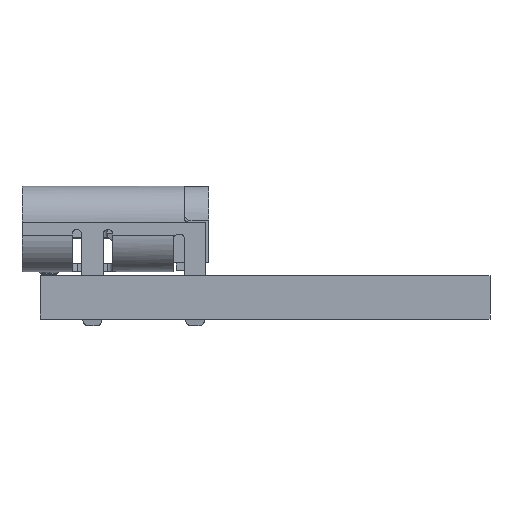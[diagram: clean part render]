
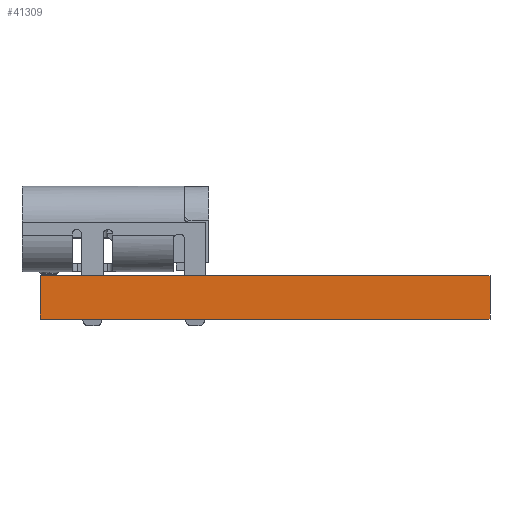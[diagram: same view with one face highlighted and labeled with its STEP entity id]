
A CAD part, front view. The second image highlights one B-rep face of the part: STEP entity #41309.
In plain terms, the highlighted planar face has unit normal (0, -1, 0).
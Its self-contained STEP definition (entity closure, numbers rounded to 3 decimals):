
#41193 = EDGE_CURVE('',#41194,#41196,#41198,.T.);
#41194 = VERTEX_POINT('',#41195);
#41195 = CARTESIAN_POINT('',(115.88,-105.,0.));
#41196 = VERTEX_POINT('',#41197);
#41197 = CARTESIAN_POINT('',(115.88,-105.,1.6));
#41198 = SURFACE_CURVE('',#41199,(#41203,#41215),.PCURVE_S1.);
#41199 = LINE('',#41200,#41201);
#41200 = CARTESIAN_POINT('',(115.88,-105.,0.));
#41201 = VECTOR('',#41202,1.);
#41202 = DIRECTION('',(0.,0.,1.));
#41203 = PCURVE('',#41204,#41209);
#41204 = PLANE('',#41205);
#41205 = AXIS2_PLACEMENT_3D('',#41206,#41207,#41208);
#41206 = CARTESIAN_POINT('',(115.88,-105.,0.));
#41207 = DIRECTION('',(-1.,0.,0.));
#41208 = DIRECTION('',(0.,1.,0.));
#41209 = DEFINITIONAL_REPRESENTATION('',(#41210),#41214);
#41210 = LINE('',#41211,#41212);
#41211 = CARTESIAN_POINT('',(0.,0.));
#41212 = VECTOR('',#41213,1.);
#41213 = DIRECTION('',(0.,-1.));
#41214 = ( GEOMETRIC_REPRESENTATION_CONTEXT(2) 
PARAMETRIC_REPRESENTATION_CONTEXT() REPRESENTATION_CONTEXT('2D SPACE',''
  ) );
#41215 = PCURVE('',#41216,#41221);
#41216 = PLANE('',#41217);
#41217 = AXIS2_PLACEMENT_3D('',#41218,#41219,#41220);
#41218 = CARTESIAN_POINT('',(132.5,-105.,0.));
#41219 = DIRECTION('',(0.,-1.,0.));
#41220 = DIRECTION('',(-1.,0.,0.));
#41221 = DEFINITIONAL_REPRESENTATION('',(#41222),#41226);
#41222 = LINE('',#41223,#41224);
#41223 = CARTESIAN_POINT('',(16.62,0.));
#41224 = VECTOR('',#41225,1.);
#41225 = DIRECTION('',(0.,-1.));
#41226 = ( GEOMETRIC_REPRESENTATION_CONTEXT(2) 
PARAMETRIC_REPRESENTATION_CONTEXT() REPRESENTATION_CONTEXT('2D SPACE',''
  ) );
#41244 = PLANE('',#41245);
#41245 = AXIS2_PLACEMENT_3D('',#41246,#41247,#41248);
#41246 = CARTESIAN_POINT('',(124.19,-93.75,1.6));
#41247 = DIRECTION('',(-0.,-0.,-1.));
#41248 = DIRECTION('',(-1.,0.,0.));
#41298 = PLANE('',#41299);
#41299 = AXIS2_PLACEMENT_3D('',#41300,#41301,#41302);
#41300 = CARTESIAN_POINT('',(124.19,-93.75,0.));
#41301 = DIRECTION('',(-0.,-0.,-1.));
#41302 = DIRECTION('',(-1.,0.,0.));
#41309 = ADVANCED_FACE('',(#41310),#41216,.T.);
#41310 = FACE_BOUND('',#41311,.T.);
#41311 = EDGE_LOOP('',(#41312,#41342,#41363,#41364));
#41312 = ORIENTED_EDGE('',*,*,#41313,.T.);
#41313 = EDGE_CURVE('',#41314,#41316,#41318,.T.);
#41314 = VERTEX_POINT('',#41315);
#41315 = CARTESIAN_POINT('',(132.5,-105.,0.));
#41316 = VERTEX_POINT('',#41317);
#41317 = CARTESIAN_POINT('',(132.5,-105.,1.6));
#41318 = SURFACE_CURVE('',#41319,(#41323,#41330),.PCURVE_S1.);
#41319 = LINE('',#41320,#41321);
#41320 = CARTESIAN_POINT('',(132.5,-105.,0.));
#41321 = VECTOR('',#41322,1.);
#41322 = DIRECTION('',(0.,0.,1.));
#41323 = PCURVE('',#41216,#41324);
#41324 = DEFINITIONAL_REPRESENTATION('',(#41325),#41329);
#41325 = LINE('',#41326,#41327);
#41326 = CARTESIAN_POINT('',(0.,-0.));
#41327 = VECTOR('',#41328,1.);
#41328 = DIRECTION('',(0.,-1.));
#41329 = ( GEOMETRIC_REPRESENTATION_CONTEXT(2) 
PARAMETRIC_REPRESENTATION_CONTEXT() REPRESENTATION_CONTEXT('2D SPACE',''
  ) );
#41330 = PCURVE('',#41331,#41336);
#41331 = PLANE('',#41332);
#41332 = AXIS2_PLACEMENT_3D('',#41333,#41334,#41335);
#41333 = CARTESIAN_POINT('',(132.5,-82.5,0.));
#41334 = DIRECTION('',(1.,0.,-0.));
#41335 = DIRECTION('',(0.,-1.,0.));
#41336 = DEFINITIONAL_REPRESENTATION('',(#41337),#41341);
#41337 = LINE('',#41338,#41339);
#41338 = CARTESIAN_POINT('',(22.5,0.));
#41339 = VECTOR('',#41340,1.);
#41340 = DIRECTION('',(0.,-1.));
#41341 = ( GEOMETRIC_REPRESENTATION_CONTEXT(2) 
PARAMETRIC_REPRESENTATION_CONTEXT() REPRESENTATION_CONTEXT('2D SPACE',''
  ) );
#41342 = ORIENTED_EDGE('',*,*,#41343,.T.);
#41343 = EDGE_CURVE('',#41316,#41196,#41344,.T.);
#41344 = SURFACE_CURVE('',#41345,(#41349,#41356),.PCURVE_S1.);
#41345 = LINE('',#41346,#41347);
#41346 = CARTESIAN_POINT('',(132.5,-105.,1.6));
#41347 = VECTOR('',#41348,1.);
#41348 = DIRECTION('',(-1.,0.,0.));
#41349 = PCURVE('',#41216,#41350);
#41350 = DEFINITIONAL_REPRESENTATION('',(#41351),#41355);
#41351 = LINE('',#41352,#41353);
#41352 = CARTESIAN_POINT('',(0.,-1.6));
#41353 = VECTOR('',#41354,1.);
#41354 = DIRECTION('',(1.,0.));
#41355 = ( GEOMETRIC_REPRESENTATION_CONTEXT(2) 
PARAMETRIC_REPRESENTATION_CONTEXT() REPRESENTATION_CONTEXT('2D SPACE',''
  ) );
#41356 = PCURVE('',#41244,#41357);
#41357 = DEFINITIONAL_REPRESENTATION('',(#41358),#41362);
#41358 = LINE('',#41359,#41360);
#41359 = CARTESIAN_POINT('',(-8.31,-11.25));
#41360 = VECTOR('',#41361,1.);
#41361 = DIRECTION('',(1.,0.));
#41362 = ( GEOMETRIC_REPRESENTATION_CONTEXT(2) 
PARAMETRIC_REPRESENTATION_CONTEXT() REPRESENTATION_CONTEXT('2D SPACE',''
  ) );
#41363 = ORIENTED_EDGE('',*,*,#41193,.F.);
#41364 = ORIENTED_EDGE('',*,*,#41365,.F.);
#41365 = EDGE_CURVE('',#41314,#41194,#41366,.T.);
#41366 = SURFACE_CURVE('',#41367,(#41371,#41378),.PCURVE_S1.);
#41367 = LINE('',#41368,#41369);
#41368 = CARTESIAN_POINT('',(132.5,-105.,0.));
#41369 = VECTOR('',#41370,1.);
#41370 = DIRECTION('',(-1.,0.,0.));
#41371 = PCURVE('',#41216,#41372);
#41372 = DEFINITIONAL_REPRESENTATION('',(#41373),#41377);
#41373 = LINE('',#41374,#41375);
#41374 = CARTESIAN_POINT('',(0.,-0.));
#41375 = VECTOR('',#41376,1.);
#41376 = DIRECTION('',(1.,0.));
#41377 = ( GEOMETRIC_REPRESENTATION_CONTEXT(2) 
PARAMETRIC_REPRESENTATION_CONTEXT() REPRESENTATION_CONTEXT('2D SPACE',''
  ) );
#41378 = PCURVE('',#41298,#41379);
#41379 = DEFINITIONAL_REPRESENTATION('',(#41380),#41384);
#41380 = LINE('',#41381,#41382);
#41381 = CARTESIAN_POINT('',(-8.31,-11.25));
#41382 = VECTOR('',#41383,1.);
#41383 = DIRECTION('',(1.,0.));
#41384 = ( GEOMETRIC_REPRESENTATION_CONTEXT(2) 
PARAMETRIC_REPRESENTATION_CONTEXT() REPRESENTATION_CONTEXT('2D SPACE',''
  ) );
